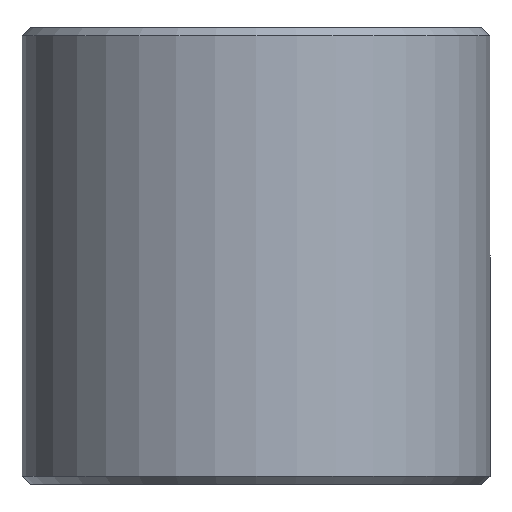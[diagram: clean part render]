
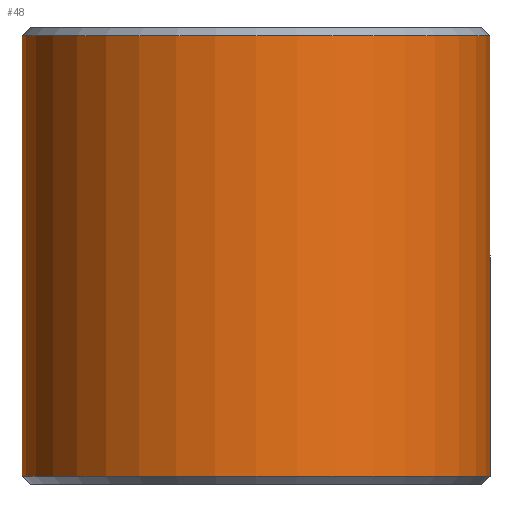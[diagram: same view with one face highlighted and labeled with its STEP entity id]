
A CAD part, front view. The second image highlights one B-rep face of the part: STEP entity #48.
In plain terms, the highlighted cylindrical face has radius 19.476 mm (diameter 38.952 mm), a partial arc.
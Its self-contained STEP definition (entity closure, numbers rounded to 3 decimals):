
#36 = ORIENTED_EDGE ( 'NONE', *, *, #114, .F. ) ;
#37 = ORIENTED_EDGE ( 'NONE', *, *, #38, .T. ) ;
#38 = EDGE_CURVE ( 'NONE', #62, #65, #148, .T. ) ;
#39 = ORIENTED_EDGE ( 'NONE', *, *, #47, .T. ) ;
#40 = ORIENTED_EDGE ( 'NONE', *, *, #41, .F. ) ;
#41 = EDGE_CURVE ( 'NONE', #50, #58, #110, .T. ) ;
#47 = EDGE_CURVE ( 'NONE', #65, #58, #242, .T. ) ;
#48 = ADVANCED_FACE ( 'NONE', ( #278 ), #286, .T. ) ;
#49 = EDGE_LOOP ( 'NONE', ( #36, #37, #39, #40 ) ) ;
#50 = VERTEX_POINT ( 'NONE', #284 ) ;
#58 = VERTEX_POINT ( 'NONE', #259 ) ;
#62 = VERTEX_POINT ( 'NONE', #194 ) ;
#65 = VERTEX_POINT ( 'NONE', #296 ) ;
#107 = DIRECTION ( 'NONE',  ( 1., 0., 0. ) ) ;
#108 = DIRECTION ( 'NONE',  ( 0., 0., 1. ) ) ;
#109 = AXIS2_PLACEMENT_3D ( 'NONE', #149, #108, #107 ) ;
#110 = CIRCLE ( 'NONE', #109, 19.476 ) ;
#112 = DIRECTION ( 'NONE',  ( 1., 0., 0. ) ) ;
#113 = DIRECTION ( 'NONE',  ( 0., 0., 1. ) ) ;
#114 = EDGE_CURVE ( 'NONE', #62, #50, #187, .T. ) ;
#146 = CARTESIAN_POINT ( 'NONE',  ( 0., 0., -37.32 ) ) ;
#147 = AXIS2_PLACEMENT_3D ( 'NONE', #146, #113, #112 ) ;
#148 = CIRCLE ( 'NONE', #147, 19.476 ) ;
#149 = CARTESIAN_POINT ( 'NONE',  ( 0., 0., -0.68 ) ) ;
#184 = CARTESIAN_POINT ( 'NONE',  ( 0., 0., 0. ) ) ;
#185 = DIRECTION ( 'NONE',  ( 1., 0., 0. ) ) ;
#186 = DIRECTION ( 'NONE',  ( 0., 0., 1. ) ) ;
#187 = LINE ( 'NONE', #207, #206 ) ;
#194 = CARTESIAN_POINT ( 'NONE',  ( -19.476, 0., -37.32 ) ) ;
#205 = DIRECTION ( 'NONE',  ( 0., 0., 1. ) ) ;
#206 = VECTOR ( 'NONE', #205, 1000. ) ;
#207 = CARTESIAN_POINT ( 'NONE',  ( -19.476, 0., 0. ) ) ;
#228 = DIRECTION ( 'NONE',  ( 0., 0., 1. ) ) ;
#229 = VECTOR ( 'NONE', #228, 1000. ) ;
#241 = CARTESIAN_POINT ( 'NONE',  ( 19.476, 0., 0. ) ) ;
#242 = LINE ( 'NONE', #241, #229 ) ;
#259 = CARTESIAN_POINT ( 'NONE',  ( 19.476, 0., -0.68 ) ) ;
#278 = FACE_OUTER_BOUND ( 'NONE', #49, .T. ) ;
#284 = CARTESIAN_POINT ( 'NONE',  ( -19.476, 0., -0.68 ) ) ;
#285 = AXIS2_PLACEMENT_3D ( 'NONE', #184, #186, #185 ) ;
#286 = CYLINDRICAL_SURFACE ( 'NONE', #285, 19.476 ) ;
#296 = CARTESIAN_POINT ( 'NONE',  ( 19.476, 0., -37.32 ) ) ;
